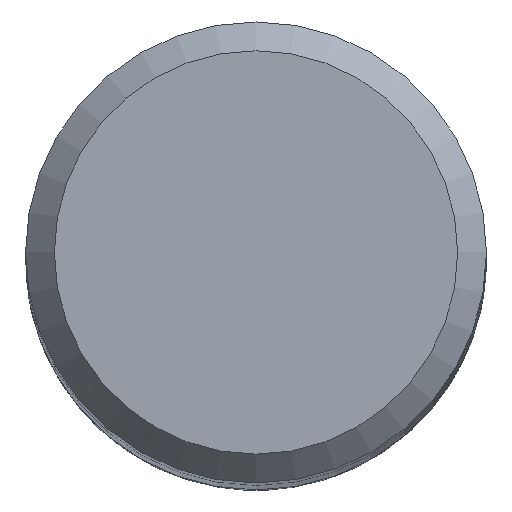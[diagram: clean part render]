
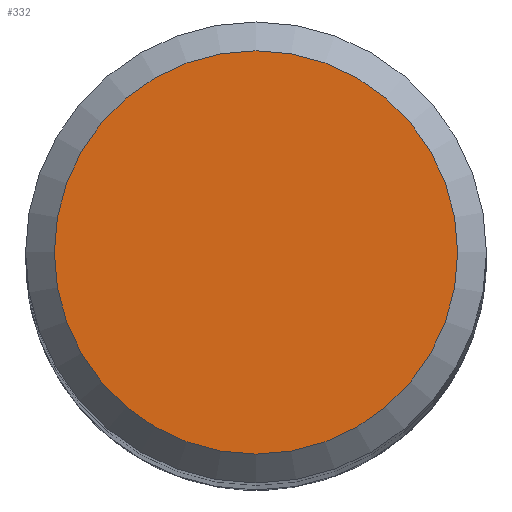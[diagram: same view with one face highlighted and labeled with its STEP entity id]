
A CAD part, top view. The second image highlights one B-rep face of the part: STEP entity #332.
In plain terms, the highlighted planar face has unit normal (0, 0, 1).
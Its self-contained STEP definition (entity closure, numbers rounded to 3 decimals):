
#229=PLANE('',#1145);
#272=FACE_OUTER_BOUND('',#464,.T.);
#332=ADVANCED_FACE('',(#272),#229,.F.);
#464=EDGE_LOOP('',(#718));
#718=ORIENTED_EDGE('',*,*,#936,.T.);
#809=VERTEX_POINT('',#1795);
#936=EDGE_CURVE('',#809,#809,#989,.T.);
#989=CIRCLE('',#1144,7.);
#1144=AXIS2_PLACEMENT_3D('',#1794,#1447,#1448);
#1145=AXIS2_PLACEMENT_3D('',#1796,#1449,#1450);
#1447=DIRECTION('',(0.,0.,1.));
#1448=DIRECTION('',(0.,-1.,0.));
#1449=DIRECTION('',(0.,0.,-1.));
#1450=DIRECTION('',(0.,1.,0.));
#1794=CARTESIAN_POINT('',(0.,0.,48.));
#1795=CARTESIAN_POINT('',(0.,-7.,48.));
#1796=CARTESIAN_POINT('',(0.,0.,48.));
